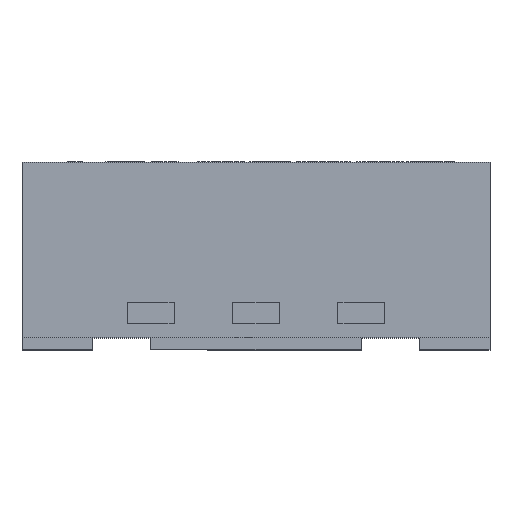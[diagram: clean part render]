
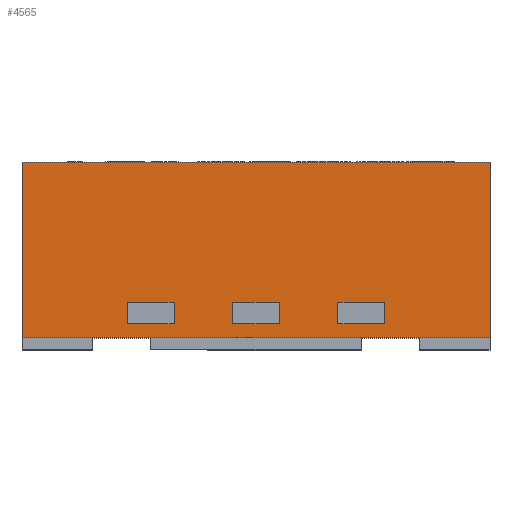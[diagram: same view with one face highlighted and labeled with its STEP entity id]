
A CAD part, top view. The second image highlights one B-rep face of the part: STEP entity #4565.
In plain terms, the highlighted planar face has unit normal (0, 0, 1).
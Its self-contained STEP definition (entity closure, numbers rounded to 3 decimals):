
#338 = VECTOR ( 'NONE', #16269, 1000. ) ;
#397 = FACE_BOUND ( 'NONE', #10427, .T. ) ;
#978 = EDGE_CURVE ( 'NONE', #16112, #3539, #15840, .T. ) ;
#991 = LINE ( 'NONE', #9395, #2414 ) ;
#1145 = ORIENTED_EDGE ( 'NONE', *, *, #6996, .T. ) ;
#1274 = LINE ( 'NONE', #12858, #2765 ) ;
#1277 = VERTEX_POINT ( 'NONE', #4155 ) ;
#1353 = VECTOR ( 'NONE', #20114, 1000. ) ;
#1617 = ORIENTED_EDGE ( 'NONE', *, *, #7528, .T. ) ;
#1708 = CARTESIAN_POINT ( 'NONE',  ( -1., 4.428, 1. ) ) ;
#1903 = EDGE_CURVE ( 'NONE', #5350, #1277, #3565, .T. ) ;
#1918 = DIRECTION ( 'NONE',  ( 0., -1., 0. ) ) ;
#2016 = FACE_BOUND ( 'NONE', #16656, .T. ) ;
#2031 = CARTESIAN_POINT ( 'NONE',  ( 0.55, 4.428, 1. ) ) ;
#2176 = EDGE_CURVE ( 'NONE', #16112, #8736, #10220, .T. ) ;
#2205 = VERTEX_POINT ( 'NONE', #8148 ) ;
#2414 = VECTOR ( 'NONE', #2933, 1000. ) ;
#2765 = VECTOR ( 'NONE', #16874, 1000. ) ;
#2920 = VECTOR ( 'NONE', #1918, 1000. ) ;
#2933 = DIRECTION ( 'NONE',  ( 0., -1., 0. ) ) ;
#3068 = VERTEX_POINT ( 'NONE', #17172 ) ;
#3147 = VERTEX_POINT ( 'NONE', #21441 ) ;
#3271 = VECTOR ( 'NONE', #12438, 1000. ) ;
#3539 = VERTEX_POINT ( 'NONE', #4946 ) ;
#3565 = LINE ( 'NONE', #20570, #3271 ) ;
#3598 = VECTOR ( 'NONE', #10580, 1000. ) ;
#3794 = DIRECTION ( 'NONE',  ( 0., -1., 0. ) ) ;
#4037 = EDGE_CURVE ( 'NONE', #12733, #10332, #7206, .T. ) ;
#4155 = CARTESIAN_POINT ( 'NONE',  ( 0.1, 0.2, 1. ) ) ;
#4316 = EDGE_CURVE ( 'NONE', #3539, #15716, #13661, .T. ) ;
#4348 = ORIENTED_EDGE ( 'NONE', *, *, #14325, .T. ) ;
#4545 = LINE ( 'NONE', #11226, #338 ) ;
#4565 = ADVANCED_FACE ( 'NONE', ( #397, #2016, #18775, #5413 ), #9118, .F. ) ;
#4946 = CARTESIAN_POINT ( 'NONE',  ( 1., 0.8, 1. ) ) ;
#5142 = VECTOR ( 'NONE', #6318, 1000. ) ;
#5247 = VERTEX_POINT ( 'NONE', #7204 ) ;
#5350 = VERTEX_POINT ( 'NONE', #17518 ) ;
#5361 = VECTOR ( 'NONE', #3794, 1000. ) ;
#5413 = FACE_OUTER_BOUND ( 'NONE', #15253, .T. ) ;
#5736 = DIRECTION ( 'NONE',  ( 0., 0., -1. ) ) ;
#5896 = ORIENTED_EDGE ( 'NONE', *, *, #17663, .T. ) ;
#6066 = ORIENTED_EDGE ( 'NONE', *, *, #17558, .T. ) ;
#6318 = DIRECTION ( 'NONE',  ( -1., 0., 0. ) ) ;
#6845 = LINE ( 'NONE', #21668, #17415 ) ;
#6855 = ORIENTED_EDGE ( 'NONE', *, *, #13814, .T. ) ;
#6900 = VECTOR ( 'NONE', #16304, 1000. ) ;
#6929 = VECTOR ( 'NONE', #9216, 1000. ) ;
#6996 = EDGE_CURVE ( 'NONE', #19576, #3147, #11674, .T. ) ;
#7060 = CARTESIAN_POINT ( 'NONE',  ( 0.1, 0.11, 1. ) ) ;
#7092 = CARTESIAN_POINT ( 'NONE',  ( -0.35, 4.428, 1. ) ) ;
#7158 = ORIENTED_EDGE ( 'NONE', *, *, #11150, .T. ) ;
#7204 = CARTESIAN_POINT ( 'NONE',  ( 0.55, 0.2, 1. ) ) ;
#7206 = LINE ( 'NONE', #8750, #10336 ) ;
#7215 = CARTESIAN_POINT ( 'NONE',  ( 0.55, 0.11, 1. ) ) ;
#7528 = EDGE_CURVE ( 'NONE', #13433, #5247, #20938, .T. ) ;
#7574 = LINE ( 'NONE', #21288, #16034 ) ;
#8148 = CARTESIAN_POINT ( 'NONE',  ( -0.55, 0.2, 1. ) ) ;
#8587 = EDGE_CURVE ( 'NONE', #3147, #13433, #17563, .T. ) ;
#8644 = ORIENTED_EDGE ( 'NONE', *, *, #2176, .T. ) ;
#8697 = LINE ( 'NONE', #11772, #17093 ) ;
#8736 = VERTEX_POINT ( 'NONE', #11409 ) ;
#8750 = CARTESIAN_POINT ( 'NONE',  ( 1., 0.11, 1. ) ) ;
#9118 = PLANE ( 'NONE',  #14798 ) ;
#9216 = DIRECTION ( 'NONE',  ( 0., 1., 0. ) ) ;
#9242 = ORIENTED_EDGE ( 'NONE', *, *, #8587, .T. ) ;
#9395 = CARTESIAN_POINT ( 'NONE',  ( 0.1, 4.428, 1. ) ) ;
#9497 = CARTESIAN_POINT ( 'NONE',  ( -1., 0.8, 1. ) ) ;
#10220 = LINE ( 'NONE', #1708, #2920 ) ;
#10332 = VERTEX_POINT ( 'NONE', #17516 ) ;
#10336 = VECTOR ( 'NONE', #15211, 1000. ) ;
#10338 = DIRECTION ( 'NONE',  ( 0., 1., 0. ) ) ;
#10427 = EDGE_LOOP ( 'NONE', ( #18346, #4348, #10905, #20077 ) ) ;
#10580 = DIRECTION ( 'NONE',  ( 1., 0., 0. ) ) ;
#10814 = ORIENTED_EDGE ( 'NONE', *, *, #15407, .T. ) ;
#10905 = ORIENTED_EDGE ( 'NONE', *, *, #1903, .T. ) ;
#11150 = EDGE_CURVE ( 'NONE', #18002, #15396, #14195, .T. ) ;
#11163 = CARTESIAN_POINT ( 'NONE',  ( 1., 0.2, 1. ) ) ;
#11192 = DIRECTION ( 'NONE',  ( 0., 1., 0. ) ) ;
#11226 = CARTESIAN_POINT ( 'NONE',  ( 1., 0.11, 1. ) ) ;
#11409 = CARTESIAN_POINT ( 'NONE',  ( -1., 0.05, 1. ) ) ;
#11566 = LINE ( 'NONE', #2031, #1353 ) ;
#11674 = LINE ( 'NONE', #16393, #5142 ) ;
#11725 = CARTESIAN_POINT ( 'NONE',  ( 0.35, 0.2, 1. ) ) ;
#11772 = CARTESIAN_POINT ( 'NONE',  ( 1., 0.2, 1. ) ) ;
#11795 = CARTESIAN_POINT ( 'NONE',  ( -0.35, 0.2, 1. ) ) ;
#12438 = DIRECTION ( 'NONE',  ( 1., 0., 0. ) ) ;
#12733 = VERTEX_POINT ( 'NONE', #7060 ) ;
#12858 = CARTESIAN_POINT ( 'NONE',  ( 1., 0.05, 1. ) ) ;
#13433 = VERTEX_POINT ( 'NONE', #11725 ) ;
#13526 = DIRECTION ( 'NONE',  ( 1., 0., 0. ) ) ;
#13661 = LINE ( 'NONE', #18815, #5361 ) ;
#13814 = EDGE_CURVE ( 'NONE', #2205, #18002, #8697, .T. ) ;
#14195 = LINE ( 'NONE', #7092, #20545 ) ;
#14325 = EDGE_CURVE ( 'NONE', #10332, #5350, #7574, .T. ) ;
#14798 = AXIS2_PLACEMENT_3D ( 'NONE', #18998, #5736, #17020 ) ;
#15061 = ORIENTED_EDGE ( 'NONE', *, *, #19448, .T. ) ;
#15211 = DIRECTION ( 'NONE',  ( -1., 0., 0. ) ) ;
#15253 = EDGE_LOOP ( 'NONE', ( #15701, #8644, #15061, #21414 ) ) ;
#15396 = VERTEX_POINT ( 'NONE', #17814 ) ;
#15407 = EDGE_CURVE ( 'NONE', #15396, #3068, #4545, .T. ) ;
#15701 = ORIENTED_EDGE ( 'NONE', *, *, #978, .F. ) ;
#15716 = VERTEX_POINT ( 'NONE', #19331 ) ;
#15840 = LINE ( 'NONE', #17609, #3598 ) ;
#16034 = VECTOR ( 'NONE', #11192, 1000. ) ;
#16077 = EDGE_CURVE ( 'NONE', #1277, #12733, #991, .T. ) ;
#16112 = VERTEX_POINT ( 'NONE', #9497 ) ;
#16191 = DIRECTION ( 'NONE',  ( 0., -1., 0. ) ) ;
#16269 = DIRECTION ( 'NONE',  ( -1., 0., 0. ) ) ;
#16304 = DIRECTION ( 'NONE',  ( 1., 0., 0. ) ) ;
#16393 = CARTESIAN_POINT ( 'NONE',  ( 1., 0.11, 1. ) ) ;
#16656 = EDGE_LOOP ( 'NONE', ( #6066, #6855, #7158, #10814 ) ) ;
#16874 = DIRECTION ( 'NONE',  ( 1., 0., 0. ) ) ;
#17020 = DIRECTION ( 'NONE',  ( -1., 0., 0. ) ) ;
#17093 = VECTOR ( 'NONE', #13526, 1000. ) ;
#17172 = CARTESIAN_POINT ( 'NONE',  ( -0.55, 0.11, 1. ) ) ;
#17415 = VECTOR ( 'NONE', #10338, 1000. ) ;
#17516 = CARTESIAN_POINT ( 'NONE',  ( -0.1, 0.11, 1. ) ) ;
#17518 = CARTESIAN_POINT ( 'NONE',  ( -0.1, 0.2, 1. ) ) ;
#17558 = EDGE_CURVE ( 'NONE', #3068, #2205, #6845, .T. ) ;
#17563 = LINE ( 'NONE', #21189, #6929 ) ;
#17609 = CARTESIAN_POINT ( 'NONE',  ( 1., 0.8, 1. ) ) ;
#17663 = EDGE_CURVE ( 'NONE', #5247, #19576, #11566, .T. ) ;
#17814 = CARTESIAN_POINT ( 'NONE',  ( -0.35, 0.11, 1. ) ) ;
#18002 = VERTEX_POINT ( 'NONE', #11795 ) ;
#18346 = ORIENTED_EDGE ( 'NONE', *, *, #4037, .T. ) ;
#18768 = EDGE_LOOP ( 'NONE', ( #1145, #9242, #1617, #5896 ) ) ;
#18775 = FACE_BOUND ( 'NONE', #18768, .T. ) ;
#18815 = CARTESIAN_POINT ( 'NONE',  ( 1., 4.428, 1. ) ) ;
#18998 = CARTESIAN_POINT ( 'NONE',  ( 1., 4.428, 1. ) ) ;
#19331 = CARTESIAN_POINT ( 'NONE',  ( 1., 0.05, 1. ) ) ;
#19448 = EDGE_CURVE ( 'NONE', #8736, #15716, #1274, .T. ) ;
#19576 = VERTEX_POINT ( 'NONE', #7215 ) ;
#20077 = ORIENTED_EDGE ( 'NONE', *, *, #16077, .T. ) ;
#20114 = DIRECTION ( 'NONE',  ( 0., -1., 0. ) ) ;
#20545 = VECTOR ( 'NONE', #16191, 1000. ) ;
#20570 = CARTESIAN_POINT ( 'NONE',  ( 1., 0.2, 1. ) ) ;
#20938 = LINE ( 'NONE', #11163, #6900 ) ;
#21189 = CARTESIAN_POINT ( 'NONE',  ( 0.35, 4.428, 1. ) ) ;
#21288 = CARTESIAN_POINT ( 'NONE',  ( -0.1, 4.428, 1. ) ) ;
#21414 = ORIENTED_EDGE ( 'NONE', *, *, #4316, .F. ) ;
#21441 = CARTESIAN_POINT ( 'NONE',  ( 0.35, 0.11, 1. ) ) ;
#21668 = CARTESIAN_POINT ( 'NONE',  ( -0.55, 4.428, 1. ) ) ;
